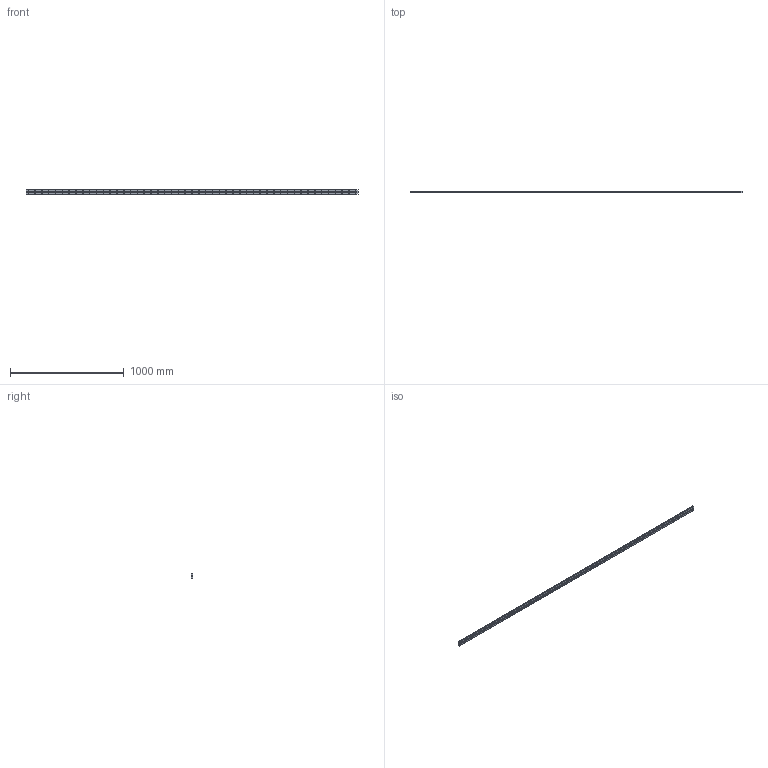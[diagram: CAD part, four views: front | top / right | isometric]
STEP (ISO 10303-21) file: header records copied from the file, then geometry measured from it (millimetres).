
FILE_DESCRIPTION (( 'STEP AP214' ), '1' );
FILE_NAME ('HRW27CA1SS-2920L_G20_0_B-M6F_1423-6_0_0_0_1.STEP', '2021-07-06T11:42:10', ( '' ), ( '' ), 'SwSTEP 2.0', 'SolidWorks 2021', '' );
FILE_SCHEMA (( 'AUTOMOTIVE_DESIGN' ));
Length unit declared in the file: millimetre
Products named in the file (2): HRW27CA1SS-2920L_G20_0_B-M6F_1423-6_0_0_0_1; _HRW27CA292020 Track
Assembly tree (1 placements, depth 2):
  HRW27CA1SS-2920L_G20_0_B-M6F_1423-6_0_0_0_1
    _HRW27CA292020 Track
Bounding box: 2920 x 15 x 42 mm (x, y, z)
Volume: 1630037.7 mm3; surface area: 366032.7 mm2
Topology: 1 solids, 1 shells, 525 faces, 1275 edges, 850 vertices
Faces by surface type: cylinder 397, plane 128
Entity records: 16281 total; most frequent: DIRECTION 3127, CARTESIAN_POINT 2654, ORIENTED_EDGE 2550, AXIS2_PLACEMENT_3D 1323, EDGE_CURVE 1275, VERTEX_POINT 850, EDGE_LOOP 819, CIRCLE 794
